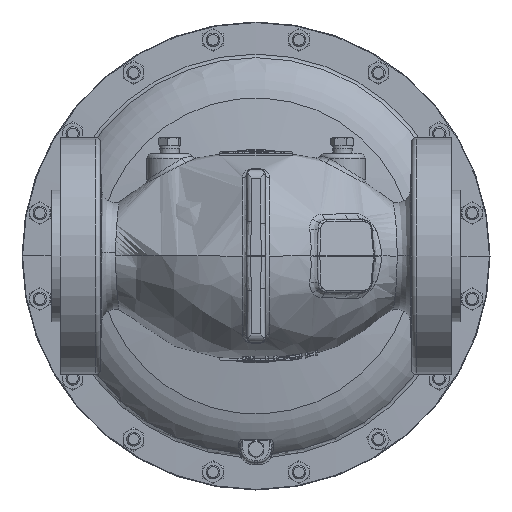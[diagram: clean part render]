
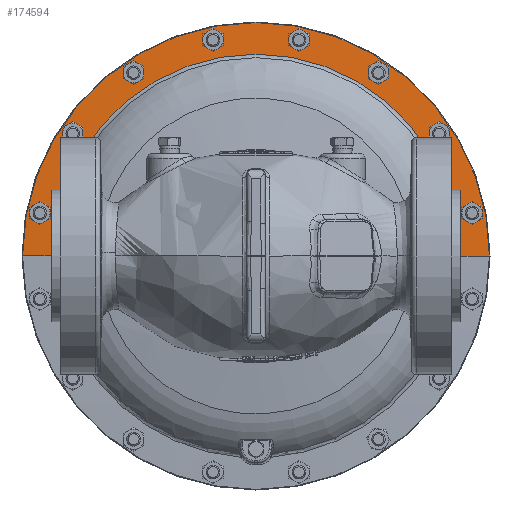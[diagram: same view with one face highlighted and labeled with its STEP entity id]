
A CAD part, front view. The second image highlights one B-rep face of the part: STEP entity #174594.
In plain terms, the highlighted conical face has half-angle 88 degrees and reference radius 166.291 mm.
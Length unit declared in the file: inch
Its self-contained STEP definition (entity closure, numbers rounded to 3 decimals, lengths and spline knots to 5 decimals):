
#1315 = EDGE_CURVE ( 'NONE', #216921, #144251, #266597, .T. ) ;
#6355 = DIRECTION ( 'NONE',  ( -0.999, 0.035, 0. ) ) ;
#13115 = CARTESIAN_POINT ( 'NONE',  ( 6.54687, 9.71703, 0. ) ) ;
#23046 = LINE ( 'NONE', #200117, #201037 ) ;
#49736 = AXIS2_PLACEMENT_3D ( 'NONE', #257007, #111980, #281390 ) ;
#50537 = DIRECTION ( 'NONE',  ( 0., 1., 0. ) ) ;
#51833 = ORIENTED_EDGE ( 'NONE', *, *, #94293, .F. ) ;
#67261 = VERTEX_POINT ( 'NONE', #142699 ) ;
#79542 = CONICAL_SURFACE ( 'NONE', #137604, 6.54687, 1.536 ) ;
#94293 = EDGE_CURVE ( 'NONE', #67261, #144251, #23046, .T. ) ;
#94737 = EDGE_CURVE ( 'NONE', #67261, #97670, #178277, .T. ) ;
#97670 = VERTEX_POINT ( 'NONE', #198761 ) ;
#111980 = DIRECTION ( 'NONE',  ( 0., -1., 0. ) ) ;
#137604 = AXIS2_PLACEMENT_3D ( 'NONE', #171256, #50537, #195578 ) ;
#139616 = DIRECTION ( 'NONE',  ( 0., 1., 0. ) ) ;
#142699 = CARTESIAN_POINT ( 'NONE',  ( -5.55153, 9.68227, 0. ) ) ;
#144251 = VERTEX_POINT ( 'NONE', #178168 ) ;
#151594 = FACE_OUTER_BOUND ( 'NONE', #183073, .T. ) ;
#154723 = CARTESIAN_POINT ( 'NONE',  ( 6.42196, 9.71267, 0. ) ) ;
#158679 = LINE ( 'NONE', #13115, #173798 ) ;
#171256 = CARTESIAN_POINT ( 'NONE',  ( 0., 9.71703, 0. ) ) ;
#173798 = VECTOR ( 'NONE', #303220, 39.37008 ) ;
#174594 = ADVANCED_FACE ( 'NONE', ( #151594 ), #79542, .T. ) ;
#178168 = CARTESIAN_POINT ( 'NONE',  ( -6.42196, 9.71267, 0. ) ) ;
#178277 = CIRCLE ( 'NONE', #187578, 5.55153 ) ;
#183073 = EDGE_LOOP ( 'NONE', ( #51833, #302732, #260183, #249279 ) ) ;
#187578 = AXIS2_PLACEMENT_3D ( 'NONE', #284633, #139616, #309035 ) ;
#195578 = DIRECTION ( 'NONE',  ( 1., 0., 0. ) ) ;
#198761 = CARTESIAN_POINT ( 'NONE',  ( 5.55153, 9.68227, 0. ) ) ;
#200117 = CARTESIAN_POINT ( 'NONE',  ( -6.54688, 9.71703, 0. ) ) ;
#201037 = VECTOR ( 'NONE', #6355, 39.37008 ) ;
#216921 = VERTEX_POINT ( 'NONE', #154723 ) ;
#249279 = ORIENTED_EDGE ( 'NONE', *, *, #1315, .T. ) ;
#257007 = CARTESIAN_POINT ( 'NONE',  ( 0., 9.71267, 0. ) ) ;
#260183 = ORIENTED_EDGE ( 'NONE', *, *, #300131, .T. ) ;
#266597 = CIRCLE ( 'NONE', #49736, 6.42196 ) ;
#281390 = DIRECTION ( 'NONE',  ( -1., 0., 0. ) ) ;
#284633 = CARTESIAN_POINT ( 'NONE',  ( 0., 9.68227, 0. ) ) ;
#300131 = EDGE_CURVE ( 'NONE', #97670, #216921, #158679, .T. ) ;
#302732 = ORIENTED_EDGE ( 'NONE', *, *, #94737, .T. ) ;
#303220 = DIRECTION ( 'NONE',  ( 0.999, 0.035, 0. ) ) ;
#309035 = DIRECTION ( 'NONE',  ( 1., 0., 0. ) ) ;
